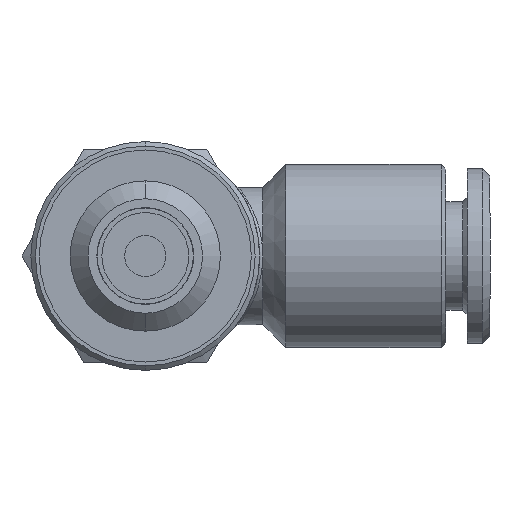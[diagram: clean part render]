
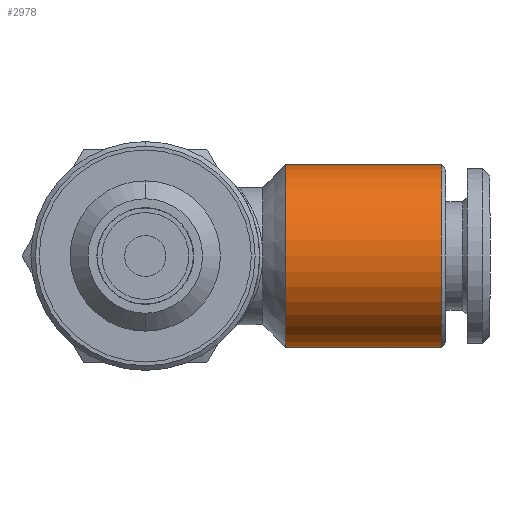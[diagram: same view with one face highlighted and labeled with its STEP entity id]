
A CAD part, front view. The second image highlights one B-rep face of the part: STEP entity #2978.
In plain terms, the highlighted cylindrical face has radius 6 mm (diameter 12 mm), a partial arc.
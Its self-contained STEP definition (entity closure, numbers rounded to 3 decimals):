
#709 = DIRECTION ( 'NONE',  ( 0., 0., 1. ) ) ;
#710 = DIRECTION ( 'NONE',  ( -1., 0., 0. ) ) ;
#711 = CARTESIAN_POINT ( 'NONE',  ( -5.577, 14.7, 0. ) ) ;
#740 = FACE_OUTER_BOUND ( 'NONE', #2991, .T. ) ;
#742 = DIRECTION ( 'NONE',  ( 0., 0., 1. ) ) ;
#743 = DIRECTION ( 'NONE',  ( -1., 0., 0. ) ) ;
#744 = CARTESIAN_POINT ( 'NONE',  ( 19.4, 14.7, 0. ) ) ;
#745 = AXIS2_PLACEMENT_3D ( 'NONE', #744, #743, #742 ) ;
#746 = CIRCLE ( 'NONE', #745, 6. ) ;
#782 = AXIS2_PLACEMENT_3D ( 'NONE', #711, #710, #709 ) ;
#783 = CYLINDRICAL_SURFACE ( 'NONE', #782, 6. ) ;
#1340 = EDGE_CURVE ( 'NONE', #1466, #1479, #2506, .T. ) ;
#1387 = EDGE_CURVE ( 'NONE', #1421, #1483, #2685, .T. ) ;
#1421 = VERTEX_POINT ( 'NONE', #2755 ) ;
#1466 = VERTEX_POINT ( 'NONE', #2895 ) ;
#1479 = VERTEX_POINT ( 'NONE', #2902 ) ;
#1483 = VERTEX_POINT ( 'NONE', #2914 ) ;
#2506 = LINE ( 'NONE', #2510, #2509 ) ;
#2508 = DIRECTION ( 'NONE',  ( -1., 0., 0. ) ) ;
#2509 = VECTOR ( 'NONE', #2508, 1000. ) ;
#2510 = CARTESIAN_POINT ( 'NONE',  ( -5.577, 14.7, -6. ) ) ;
#2682 = DIRECTION ( 'NONE',  ( -1., 0., 0. ) ) ;
#2683 = VECTOR ( 'NONE', #2682, 1000. ) ;
#2684 = CARTESIAN_POINT ( 'NONE',  ( -5.577, 14.7, 6. ) ) ;
#2685 = LINE ( 'NONE', #2684, #2683 ) ;
#2755 = CARTESIAN_POINT ( 'NONE',  ( 19.4, 14.7, 6. ) ) ;
#2895 = CARTESIAN_POINT ( 'NONE',  ( 19.4, 14.7, -6. ) ) ;
#2902 = CARTESIAN_POINT ( 'NONE',  ( 9.2, 14.7, -6. ) ) ;
#2914 = CARTESIAN_POINT ( 'NONE',  ( 9.2, 14.7, 6. ) ) ;
#2976 = EDGE_CURVE ( 'NONE', #1466, #1421, #746, .T. ) ;
#2977 = ORIENTED_EDGE ( 'NONE', *, *, #1340, .F. ) ;
#2978 = ADVANCED_FACE ( 'NONE', ( #740 ), #783, .T. ) ;
#2979 = ORIENTED_EDGE ( 'NONE', *, *, #3114, .F. ) ;
#2984 = ORIENTED_EDGE ( 'NONE', *, *, #2976, .T. ) ;
#2988 = ORIENTED_EDGE ( 'NONE', *, *, #1387, .T. ) ;
#2991 = EDGE_LOOP ( 'NONE', ( #2977, #2984, #2988, #2979 ) ) ;
#3114 = EDGE_CURVE ( 'NONE', #1479, #1483, #3422, .T. ) ;
#3421 = CARTESIAN_POINT ( 'NONE',  ( 9.2, 14.7, 0. ) ) ;
#3422 = CIRCLE ( 'NONE', #3544, 6. ) ;
#3542 = DIRECTION ( 'NONE',  ( 0., 0., 1. ) ) ;
#3543 = DIRECTION ( 'NONE',  ( -1., 0., 0. ) ) ;
#3544 = AXIS2_PLACEMENT_3D ( 'NONE', #3421, #3543, #3542 ) ;
